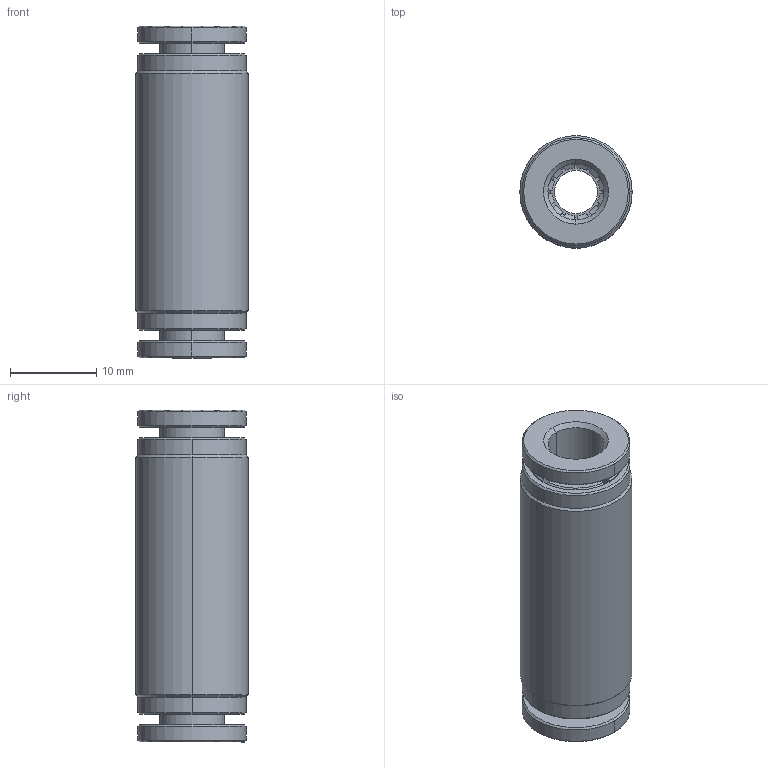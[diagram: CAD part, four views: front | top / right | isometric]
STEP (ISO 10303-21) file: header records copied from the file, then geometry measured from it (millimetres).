
FILE_DESCRIPTION (( 'STEP AP214' ), '1' );
FILE_NAME ('SUS1-4W.STEP', '2018-06-12T17:23:18', ( '' ), ( '' ), 'SwSTEP 2.0', 'SolidWorks 2016', '' );
FILE_SCHEMA (( 'AUTOMOTIVE_DESIGN' ));
Length unit declared in the file: millimetre
Products named in the file (1): SUS1-4W
Bounding box: 13 x 13 x 38.41 mm (x, y, z)
Volume: 3232.8 mm3; surface area: 5472.3 mm2
Topology: 11 solids, 11 shells, 614 faces, 1674 edges, 1088 vertices
Faces by surface type: cone 218, plane 212, cylinder 120, bspline 60, torus 4
Entity records: 27666 total; most frequent: CARTESIAN_POINT 6215, ORIENTED_EDGE 3348, DIRECTION 2710, EDGE_CURVE 1674, AXIS2_PLACEMENT_3D 1127, VERTEX_POINT 1088, B_SPLINE_CURVE_WITH_KNOTS 646, EDGE_LOOP 642
